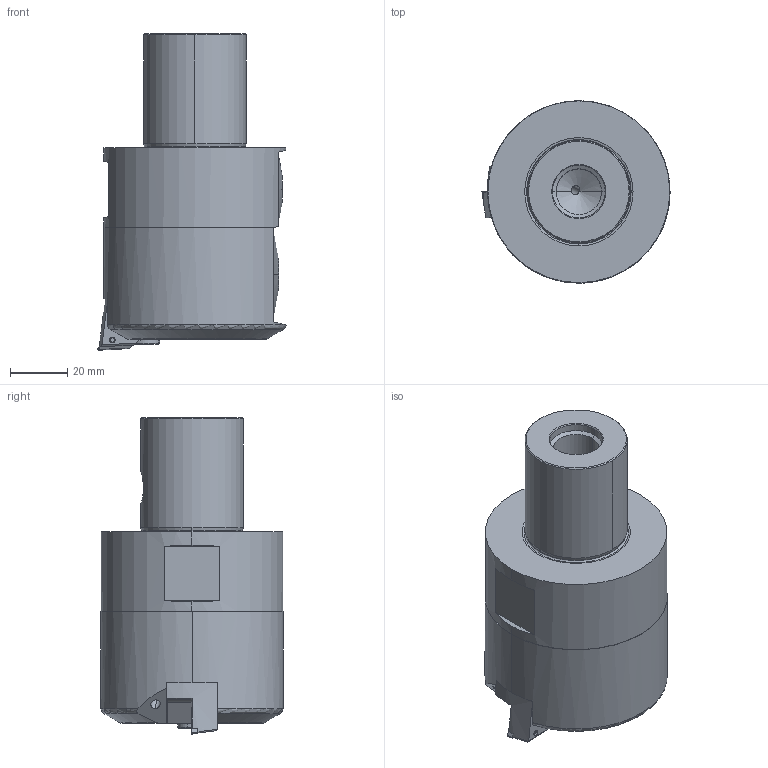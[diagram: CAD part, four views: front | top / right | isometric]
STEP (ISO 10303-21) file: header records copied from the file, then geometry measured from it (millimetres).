
FILE_DESCRIPTION(('no description'),'unknown implementation level');
FILE_NAME('5E0331E0-9138-4C5C-B031-A4BD57CCC2A0_export.stp',' ',('CIMSOURCE GmbH'),('CADClick - KiM GmbH - www.kimweb.de'),'unknown preprocess','ACIS','unknown authorization');
FILE_SCHEMA(('automotive_design'));
Length unit declared in the file: millimetre
Products named in the file (7): 309.601 Kaiser EWB 68 UP X CK6|690.953 Kaiser ETL M6x0.75_DIN 912 M5 x 12 --- 12C;Hex; 309.601 Kaiser EWB 68 UP X CK6|309.630 Kaiser Werkzeugk�rper EWB 68 UP;<N146.17 CKS6 Zapfen>-<K�rper-Verschieben/Kopieren2>; 309.601 Kaiser EWB 68 UP X CK6|627.161 Kaiser WPH EWB 68 UP|694.122 Kaiser ETL M2.5x6.5 T7 IP 10S;Kreismuster1; 309.601 Kaiser EWB 68 UP X CK6|627.161 Kaiser WPH EWB 68 UP|655.383 Kaiser TCGT 110204 K10C;Kombinieren1; 309.601 Kaiser EWB 68 UP X CK6|627.161 Kaiser WPH EWB 68 UP|627.161 Kaiser WPH EWB 68 UP-2;Fase5; 309.601 Kaiser EWB 68 UP X CK6|627.161 Kaiser WPH EWB 68 UP|627.161 Kaiser WPH EWB 68 UP-1;<N016.05 (TC 1102) PLS rechts Freistellung neutral>-<<655.321>-<Kombinieren1>>; 309.601 Kaiser EWB 68 UP X CK6|627.161 Kaiser WPH EWB 68 UP|627.161 Kaiser WPH EWB 68 UP;<N016.05 (TC 1102) PLS rechts Freistellung neutral>-<<0640.021>-<Kombinieren1>>
Bounding box: 65.99 x 64 x 111 mm (x, y, z)
Volume: 237988.3 mm3; surface area: 33769.5 mm2
Topology: 7 solids, 7 shells, 529 faces, 1351 edges, 872 vertices
Faces by surface type: plane 231, bspline 116, cylinder 90, cone 70, torus 22
Entity records: 38713 total; most frequent: CARTESIAN_POINT 11037, STYLED_ITEM 2755, PRESENTATION_STYLE_ASSIGNMENT 2755, COLOUR_RGB 2755, ORIENTED_EDGE 2694, DIRECTION 2222, EDGE_CURVE 1347, CURVE_STYLE 1347
